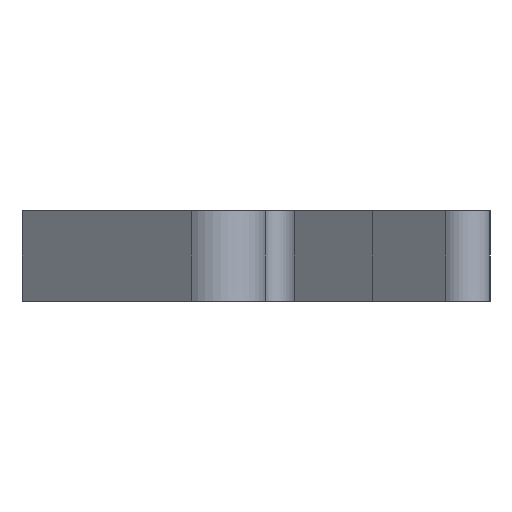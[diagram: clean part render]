
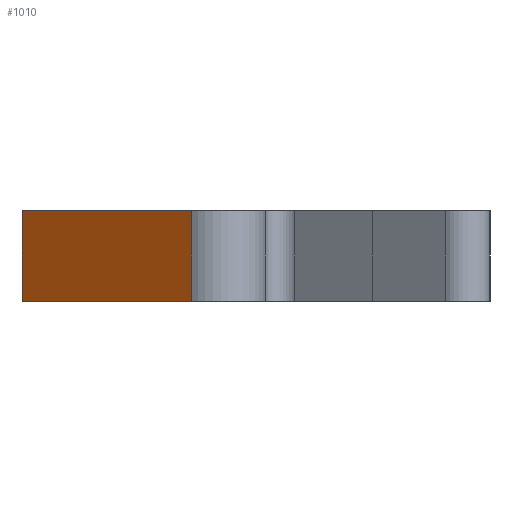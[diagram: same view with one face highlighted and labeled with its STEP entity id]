
A CAD part, left-side view. The second image highlights one B-rep face of the part: STEP entity #1010.
In plain terms, the highlighted planar face has unit normal (-0.775, 0.632, 0).
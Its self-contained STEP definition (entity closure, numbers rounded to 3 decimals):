
#73=FACE_OUTER_BOUND('',#124,.T.);
#124=EDGE_LOOP('',(#733,#734,#735,#736));
#209=LINE('',#1519,#334);
#210=LINE('',#1522,#335);
#211=LINE('',#1524,#336);
#212=LINE('',#1525,#337);
#334=VECTOR('',#1236,10.);
#335=VECTOR('',#1239,10.);
#336=VECTOR('',#1240,10.);
#337=VECTOR('',#1241,10.);
#450=VERTEX_POINT('',#1515);
#451=VERTEX_POINT('',#1517);
#452=VERTEX_POINT('',#1521);
#453=VERTEX_POINT('',#1523);
#567=EDGE_CURVE('',#450,#451,#209,.T.);
#568=EDGE_CURVE('',#450,#452,#210,.T.);
#569=EDGE_CURVE('',#453,#451,#211,.T.);
#570=EDGE_CURVE('',#452,#453,#212,.T.);
#733=ORIENTED_EDGE('',*,*,#568,.F.);
#734=ORIENTED_EDGE('',*,*,#567,.T.);
#735=ORIENTED_EDGE('',*,*,#569,.F.);
#736=ORIENTED_EDGE('',*,*,#570,.F.);
#965=PLANE('',#1085);
#1010=ADVANCED_FACE('',(#73),#965,.T.);
#1085=AXIS2_PLACEMENT_3D('',#1520,#1237,#1238);
#1236=DIRECTION('',(0.,0.,1.));
#1237=DIRECTION('center_axis',(-0.775,0.632,0.));
#1238=DIRECTION('ref_axis',(-0.632,-0.775,0.));
#1239=DIRECTION('',(0.632,0.775,0.));
#1240=DIRECTION('',(-0.632,-0.775,0.));
#1241=DIRECTION('',(0.,0.,1.));
#1515=CARTESIAN_POINT('',(-27.337,-5.486,0.));
#1517=CARTESIAN_POINT('',(-27.337,-5.486,1.));
#1519=CARTESIAN_POINT('',(-27.337,-5.486,0.));
#1520=CARTESIAN_POINT('Origin',(-25.8,-3.6,0.));
#1521=CARTESIAN_POINT('',(-25.8,-3.6,0.));
#1522=CARTESIAN_POINT('',(-27.337,-5.486,0.));
#1523=CARTESIAN_POINT('',(-25.8,-3.6,1.));
#1524=CARTESIAN_POINT('',(-27.337,-5.486,1.));
#1525=CARTESIAN_POINT('',(-25.8,-3.6,0.));
